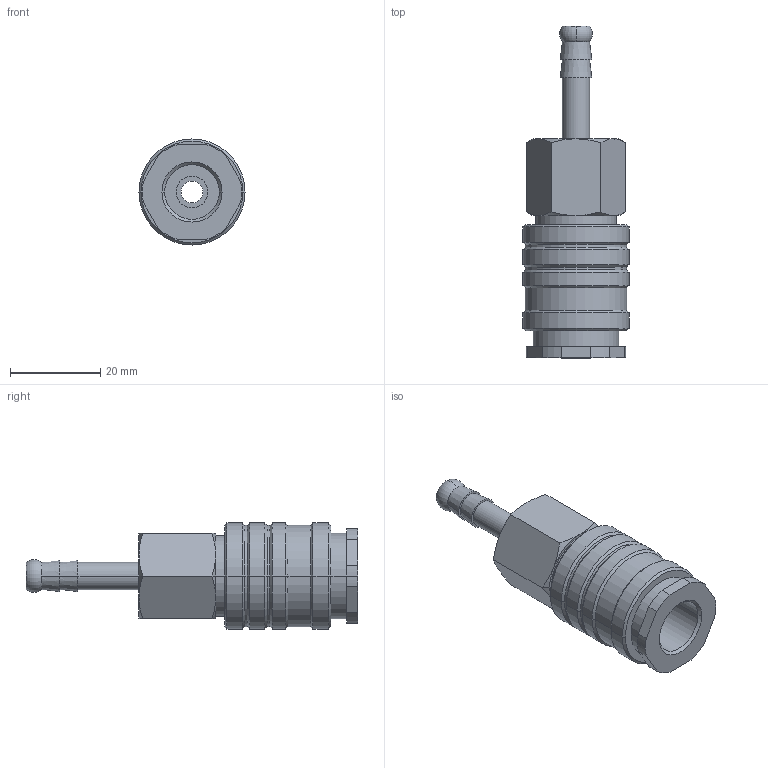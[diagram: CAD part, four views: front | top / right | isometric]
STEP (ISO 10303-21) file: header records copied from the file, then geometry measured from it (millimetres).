
FILE_DESCRIPTION(('STEP AP214'),'1');
FILE_NAME('ESIE_6_TAB.stp','2020-08-17T11:38:18',('TraceParts'),('TraceParts S.A.'),'Spatial InterOp 3D',' ',' ');
FILE_SCHEMA(('AUTOMOTIVE_DESIGN { 1 0 10303 214 1 1 1 1 }'));
Length unit declared in the file: millimetre
Products named in the file (1): ESIE_6_TAB
Bounding box: 23.5 x 73.5 x 23.5 mm (x, y, z)
Volume: 14480.5 mm3; surface area: 6737.5 mm2
Topology: 1 solids, 1 shells, 97 faces, 213 edges, 127 vertices
Faces by surface type: cone 38, cylinder 34, plane 23, torus 2
Entity records: 3472 total; most frequent: CARTESIAN_POINT 534, DIRECTION 490, ORIENTED_EDGE 426, EDGE_CURVE 213, AXIS2_PLACEMENT_3D 203, VERTEX_POINT 127, EDGE_LOOP 108, CIRCLE 105
